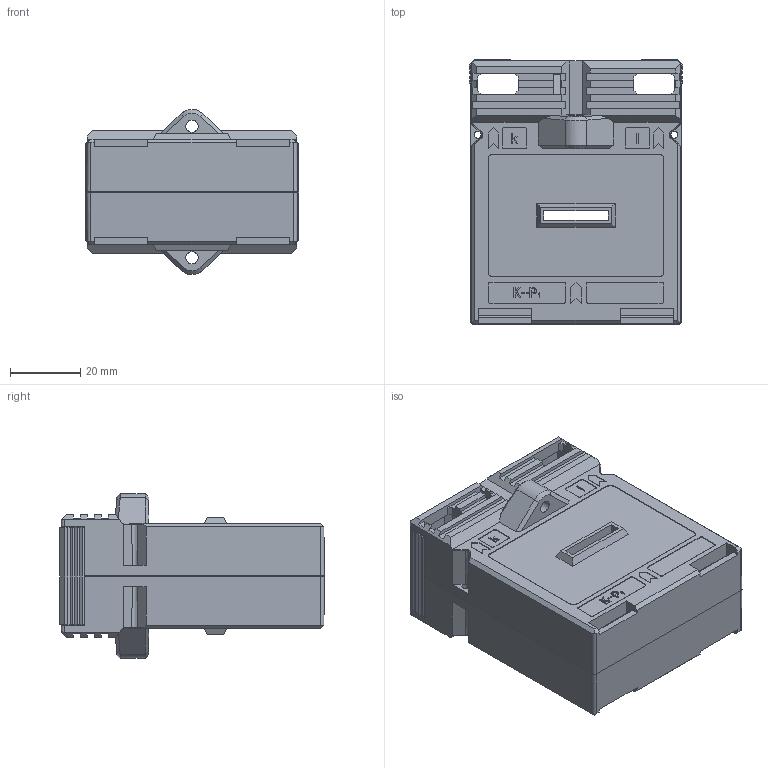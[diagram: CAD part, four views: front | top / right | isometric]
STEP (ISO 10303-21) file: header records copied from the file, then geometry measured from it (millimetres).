
FILE_DESCRIPTION(/* description */ (''),/* implementation_level */ '2;1');
FILE_NAME(/* name */ 'MBO-62B.stp',/* time_stamp */ '2023-06-20T14:29:20+08:00',/* author */ (''),/* organization */ (''),/* preprocessor_version */ 'ST-DEVELOPER v16',/* originating_system */ 'SIEMENS PLM Software NX 10.0',/* authorisation */ '');
FILE_SCHEMA (('AP203_CONFIGURATION_CONTROLLED_3D_DESIGN_OF_MECHANICAL_PARTS_AND_ASSEMBLIES_MIM_LF { 1 0 10303 403 2 1 2}'));
Length unit declared in the file: millimetre
Products named in the file (1): Admi11DCEA0Ah6nw
Bounding box: 60.79 x 75.4 x 46.98 mm (x, y, z)
Volume: 33363.7 mm3; surface area: 41110.4 mm2
Topology: 4 solids, 4 shells, 1158 faces, 3258 edges, 2146 vertices
Faces by surface type: plane 990, cylinder 106, cone 50, extrusion 6, torus 4, bspline 2
Full cylindrical faces by diameter (mm): 2 x4, 3 x2, 3.1 x4, 3.5 x2, 4.5 x2
Entity records: 36822 total; most frequent: CARTESIAN_POINT 6697, ORIENTED_EDGE 6448, DIRECTION 5834, EDGE_CURVE 3224, VECTOR 2868, LINE 2862, VERTEX_POINT 2132, AXIS2_PLACEMENT_3D 1483
